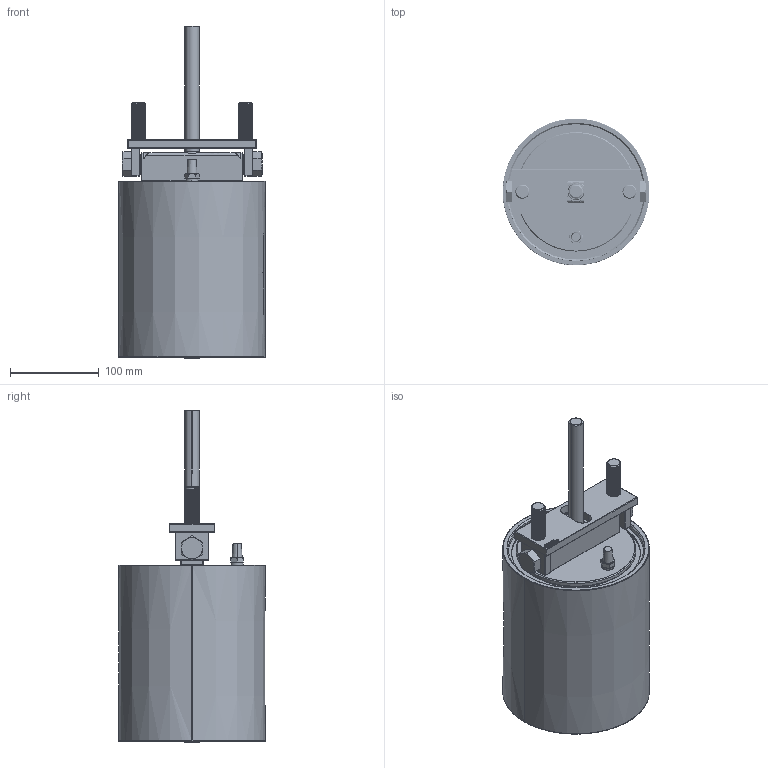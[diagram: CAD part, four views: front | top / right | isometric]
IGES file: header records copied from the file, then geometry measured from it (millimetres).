
Start section: SolidWorks IGES file using analytic representation for surfaces
Global section: file name: B3000-259-H-5-CYLINDER-TAIL-A-GATER-6.0-X-3.0-STROKE.IGS; native system: SolidWorks 2018; preprocessor: SolidWorks 2018; author: engremote3; date: 210730.100338; units: inch
Bounding box: 165.1 x 165.08 x 373.72 mm (x, y, z)
Surface area: 217314.6 mm2 (no closed solid volume)
Topology: 0 solids, 0 shells, 1728 faces, 23508 edges, 23480 vertices
Faces by surface type: bspline 1349, revolution 379
